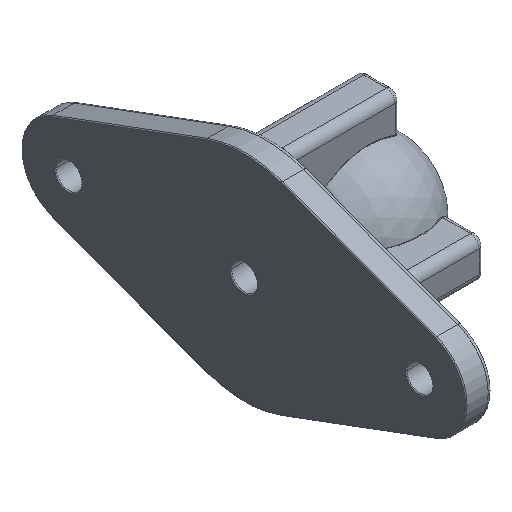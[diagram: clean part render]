
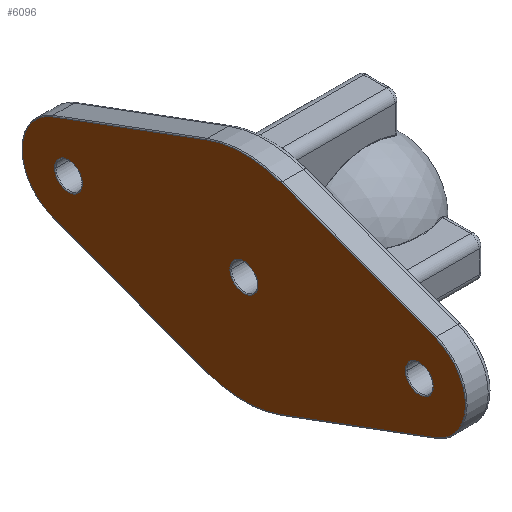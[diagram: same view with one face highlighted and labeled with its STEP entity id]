
A CAD part, isometric view. The second image highlights one B-rep face of the part: STEP entity #6096.
In plain terms, the highlighted planar face has unit normal (-1, 0, 0).
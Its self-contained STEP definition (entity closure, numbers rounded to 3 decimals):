
#875=CARTESIAN_POINT('Vertex',(0.,21.824,4.923)) ;
#878=CARTESIAN_POINT('Line Origine',(0.,13.032,8.181)) ;
#882=CARTESIAN_POINT('Vertex',(0.,4.24,11.44)) ;
#902=CARTESIAN_POINT('Axis2P3D Location',(0.,0.,0.)) ;
#906=CARTESIAN_POINT('Vertex',(0.,-4.24,11.44)) ;
#926=CARTESIAN_POINT('Line Origine',(0.,-13.032,8.181)) ;
#930=CARTESIAN_POINT('Vertex',(0.,-21.824,4.923)) ;
#950=CARTESIAN_POINT('Axis2P3D Location',(0.,-20.,0.)) ;
#954=CARTESIAN_POINT('Vertex',(0.,-21.824,-4.923)) ;
#974=CARTESIAN_POINT('Line Origine',(0.,-13.032,-8.181)) ;
#978=CARTESIAN_POINT('Vertex',(0.,-4.24,-11.44)) ;
#998=CARTESIAN_POINT('Axis2P3D Location',(0.,0.,0.)) ;
#1002=CARTESIAN_POINT('Vertex',(0.,4.24,-11.44)) ;
#1022=CARTESIAN_POINT('Line Origine',(0.,13.032,-8.181)) ;
#1026=CARTESIAN_POINT('Vertex',(0.,21.824,-4.923)) ;
#1046=CARTESIAN_POINT('Axis2P3D Location',(0.,20.,0.)) ;
#5954=CARTESIAN_POINT('Vertex',(0.,-1.6,0.)) ;
#5961=CARTESIAN_POINT('Vertex',(0.,1.6,0.)) ;
#5964=CARTESIAN_POINT('Axis2P3D Location',(0.,0.,0.)) ;
#5981=CARTESIAN_POINT('Axis2P3D Location',(0.,0.,0.)) ;
#6002=CARTESIAN_POINT('Vertex',(0.,18.4,0.)) ;
#6018=CARTESIAN_POINT('Vertex',(0.,21.6,0.)) ;
#6021=CARTESIAN_POINT('Axis2P3D Location',(0.,20.,0.)) ;
#6043=CARTESIAN_POINT('Axis2P3D Location',(0.,20.,0.)) ;
#6055=CARTESIAN_POINT('Axis2P3D Location',(0.,0.,0.)) ;
#6070=CARTESIAN_POINT('Axis2P3D Location',(0.,-20.,0.)) ;
#6074=CARTESIAN_POINT('Vertex',(0.,-18.4,0.)) ;
#6076=CARTESIAN_POINT('Vertex',(0.,-21.6,0.)) ;
#6079=CARTESIAN_POINT('Axis2P3D Location',(0.,-20.,0.)) ;
#879=DIRECTION('Vector Direction',(0.,0.938,-0.348)) ;
#903=DIRECTION('Axis2P3D Direction',(1.,0.,0.)) ;
#927=DIRECTION('Vector Direction',(0.,-0.938,-0.348)) ;
#951=DIRECTION('Axis2P3D Direction',(1.,0.,-0.)) ;
#975=DIRECTION('Vector Direction',(0.,0.938,-0.348)) ;
#999=DIRECTION('Axis2P3D Direction',(1.,-0.,0.)) ;
#1023=DIRECTION('Vector Direction',(0.,-0.938,-0.348)) ;
#1047=DIRECTION('Axis2P3D Direction',(1.,0.,0.)) ;
#5965=DIRECTION('Axis2P3D Direction',(1.,0.,-0.)) ;
#5982=DIRECTION('Axis2P3D Direction',(1.,-0.,0.)) ;
#6022=DIRECTION('Axis2P3D Direction',(1.,0.,-0.)) ;
#6044=DIRECTION('Axis2P3D Direction',(1.,-0.,0.)) ;
#6056=DIRECTION('Axis2P3D Direction',(1.,0.,0.)) ;
#6057=DIRECTION('Axis2P3D XDirection',(0.,1.,0.)) ;
#6071=DIRECTION('Axis2P3D Direction',(1.,0.,0.)) ;
#6080=DIRECTION('Axis2P3D Direction',(1.,0.,0.)) ;
#904=AXIS2_PLACEMENT_3D('Circle Axis2P3D',#902,#903,$) ;
#952=AXIS2_PLACEMENT_3D('Circle Axis2P3D',#950,#951,$) ;
#1000=AXIS2_PLACEMENT_3D('Circle Axis2P3D',#998,#999,$) ;
#1048=AXIS2_PLACEMENT_3D('Circle Axis2P3D',#1046,#1047,$) ;
#5966=AXIS2_PLACEMENT_3D('Circle Axis2P3D',#5964,#5965,$) ;
#5983=AXIS2_PLACEMENT_3D('Circle Axis2P3D',#5981,#5982,$) ;
#6023=AXIS2_PLACEMENT_3D('Circle Axis2P3D',#6021,#6022,$) ;
#6045=AXIS2_PLACEMENT_3D('Circle Axis2P3D',#6043,#6044,$) ;
#6058=AXIS2_PLACEMENT_3D('Plane Axis2P3D',#6055,#6056,#6057) ;
#6072=AXIS2_PLACEMENT_3D('Circle Axis2P3D',#6070,#6071,$) ;
#6081=AXIS2_PLACEMENT_3D('Circle Axis2P3D',#6079,#6080,$) ;
#6061=ORIENTED_EDGE('',*,*,#1050,.F.) ;
#6062=ORIENTED_EDGE('',*,*,#1028,.F.) ;
#6063=ORIENTED_EDGE('',*,*,#1004,.F.) ;
#6064=ORIENTED_EDGE('',*,*,#980,.F.) ;
#6065=ORIENTED_EDGE('',*,*,#956,.F.) ;
#6066=ORIENTED_EDGE('',*,*,#932,.F.) ;
#6067=ORIENTED_EDGE('',*,*,#908,.F.) ;
#6068=ORIENTED_EDGE('',*,*,#884,.F.) ;
#6085=ORIENTED_EDGE('',*,*,#6078,.T.) ;
#6086=ORIENTED_EDGE('',*,*,#6083,.T.) ;
#6089=ORIENTED_EDGE('',*,*,#6025,.T.) ;
#6090=ORIENTED_EDGE('',*,*,#6047,.T.) ;
#6093=ORIENTED_EDGE('',*,*,#5968,.T.) ;
#6094=ORIENTED_EDGE('',*,*,#5985,.T.) ;
#6087=FACE_BOUND('',#6084,.T.) ;
#6091=FACE_BOUND('',#6088,.T.) ;
#6095=FACE_BOUND('',#6092,.T.) ;
#880=VECTOR('Line Direction',#879,1.) ;
#928=VECTOR('Line Direction',#927,1.) ;
#976=VECTOR('Line Direction',#975,1.) ;
#1024=VECTOR('Line Direction',#1023,1.) ;
#6096=ADVANCED_FACE('PartBody',(#6069,#6087,#6091,#6095),#6059,.F.) ;
#905=CIRCLE('generated circle',#904,12.2) ;
#953=CIRCLE('generated circle',#952,5.25) ;
#1001=CIRCLE('generated circle',#1000,12.2) ;
#1049=CIRCLE('generated circle',#1048,5.25) ;
#5967=CIRCLE('generated circle',#5966,1.6) ;
#5984=CIRCLE('generated circle',#5983,1.6) ;
#6024=CIRCLE('generated circle',#6023,1.6) ;
#6046=CIRCLE('generated circle',#6045,1.6) ;
#6073=CIRCLE('generated circle',#6072,1.6) ;
#6082=CIRCLE('generated circle',#6081,1.6) ;
#884=EDGE_CURVE('',#876,#883,#881,.F.) ;
#908=EDGE_CURVE('',#883,#907,#905,.T.) ;
#932=EDGE_CURVE('',#907,#931,#929,.T.) ;
#956=EDGE_CURVE('',#931,#955,#953,.T.) ;
#980=EDGE_CURVE('',#955,#979,#977,.T.) ;
#1004=EDGE_CURVE('',#979,#1003,#1001,.T.) ;
#1028=EDGE_CURVE('',#1003,#1027,#1025,.F.) ;
#1050=EDGE_CURVE('',#1027,#876,#1049,.T.) ;
#5968=EDGE_CURVE('',#5955,#5962,#5967,.T.) ;
#5985=EDGE_CURVE('',#5962,#5955,#5984,.T.) ;
#6025=EDGE_CURVE('',#6003,#6019,#6024,.T.) ;
#6047=EDGE_CURVE('',#6019,#6003,#6046,.T.) ;
#6078=EDGE_CURVE('',#6075,#6077,#6073,.T.) ;
#6083=EDGE_CURVE('',#6077,#6075,#6082,.T.) ;
#6060=EDGE_LOOP('',(#6061,#6062,#6063,#6064,#6065,#6066,#6067,#6068)) ;
#6084=EDGE_LOOP('',(#6085,#6086)) ;
#6088=EDGE_LOOP('',(#6089,#6090)) ;
#6092=EDGE_LOOP('',(#6093,#6094)) ;
#6069=FACE_OUTER_BOUND('',#6060,.T.) ;
#881=LINE('Line',#878,#880) ;
#929=LINE('Line',#926,#928) ;
#977=LINE('Line',#974,#976) ;
#1025=LINE('Line',#1022,#1024) ;
#6059=PLANE('',#6058) ;
#876=VERTEX_POINT('',#875) ;
#883=VERTEX_POINT('',#882) ;
#907=VERTEX_POINT('',#906) ;
#931=VERTEX_POINT('',#930) ;
#955=VERTEX_POINT('',#954) ;
#979=VERTEX_POINT('',#978) ;
#1003=VERTEX_POINT('',#1002) ;
#1027=VERTEX_POINT('',#1026) ;
#5955=VERTEX_POINT('',#5954) ;
#5962=VERTEX_POINT('',#5961) ;
#6003=VERTEX_POINT('',#6002) ;
#6019=VERTEX_POINT('',#6018) ;
#6075=VERTEX_POINT('',#6074) ;
#6077=VERTEX_POINT('',#6076) ;
